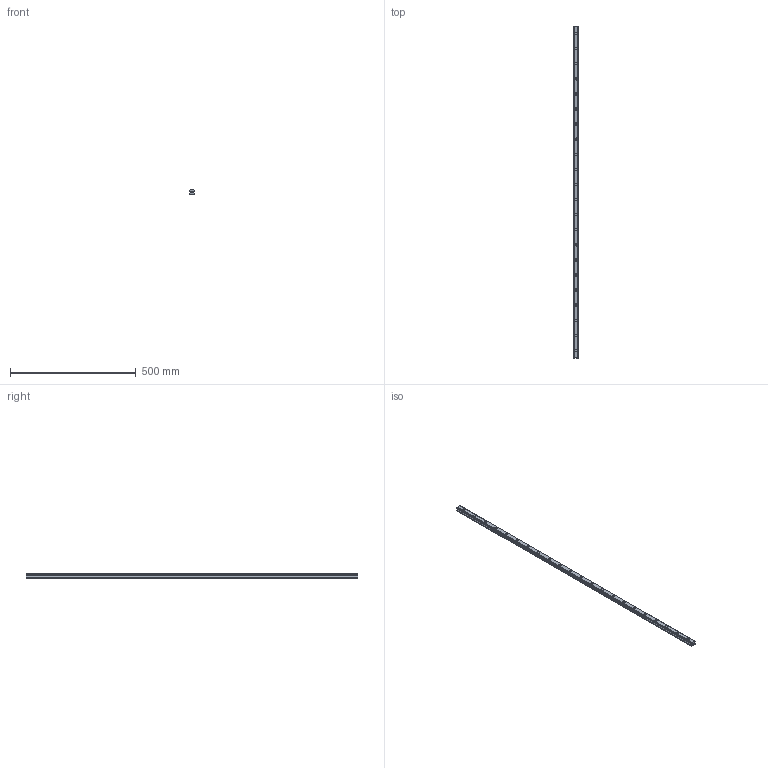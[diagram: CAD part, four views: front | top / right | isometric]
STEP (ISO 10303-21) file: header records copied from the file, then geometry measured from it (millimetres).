
FILE_DESCRIPTION(('STEP AP214'),'1');
FILE_NAME('cctmp_3D665C89-01D0-4584-80E9-70DEC51B6D0D_2020_5_18_12_52_28_979..stp','2020-05-18T10:52:29',('HIWIN GmbH'),('CADClick - www.CADClick.com'),'Spatial InterOp 3D',' ','unknown authorization');
FILE_SCHEMA(('AUTOMOTIVE_DESIGN'));
Length unit declared in the file: millimetre
Products named in the file (1): HGR20R1320H_FILE
Bounding box: 20 x 1320 x 17.5 mm (x, y, z)
Volume: 377374.2 mm3; surface area: 112266.6 mm2
Topology: 1 solids, 1 shells, 305 faces, 699 edges, 466 vertices
Faces by surface type: cylinder 154, plane 151
Entity records: 11185 total; most frequent: DIRECTION 1619, CARTESIAN_POINT 1471, ORIENTED_EDGE 1398, EDGE_CURVE 699, AXIS2_PLACEMENT_3D 614, VERTEX_POINT 466, LINE 391, VECTOR 391
